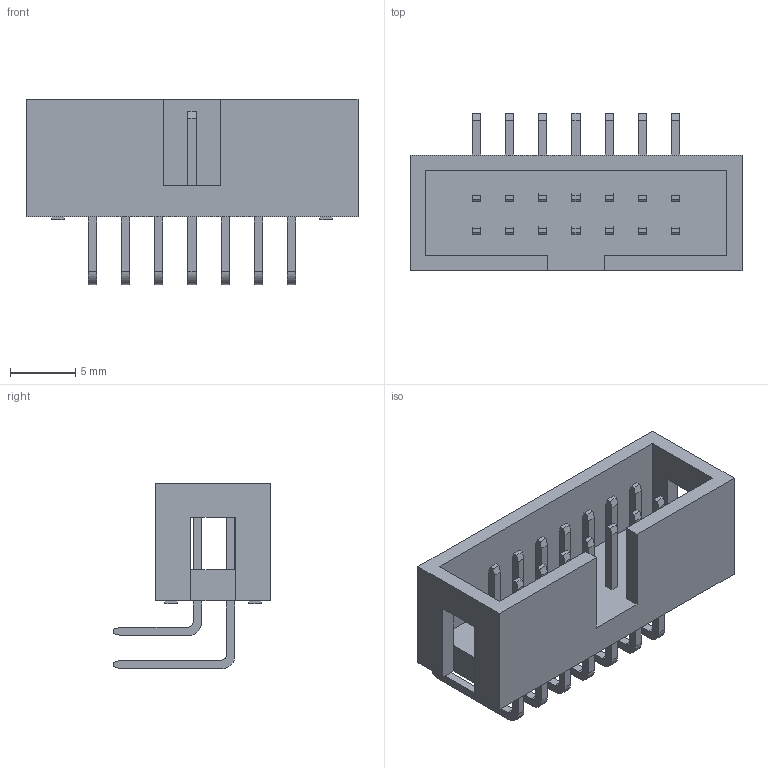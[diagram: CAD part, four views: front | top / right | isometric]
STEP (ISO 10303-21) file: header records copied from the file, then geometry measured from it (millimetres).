
FILE_DESCRIPTION(('STEP AP214'),'1');
FILE_NAME('header_awhw14a-0202-t.stp','2015-04-29T15:01:32',('TraceParts'),('TraceParts S.A.'),'XStep 1.0',' ',' ');
FILE_SCHEMA(('automotive_design'));
Length unit declared in the file: millimetre
Products named in the file (1): 1
Bounding box: 25.4 x 12.03 x 14.18 mm (x, y, z)
Volume: 1032.3 mm3; surface area: 1977.4 mm2
Topology: 1 solids, 1 shells, 294 faces, 788 edges, 524 vertices
Faces by surface type: plane 266, cylinder 28
Entity records: 17972 total; most frequent: CARTESIAN_POINT 1607, STYLED_ITEM 1606, PRESENTATION_STYLE_ASSIGNMENT 1606, COLOUR_RGB 1606, ORIENTED_EDGE 1576, DIRECTION 1434, EDGE_CURVE 788, CURVE_STYLE 788
